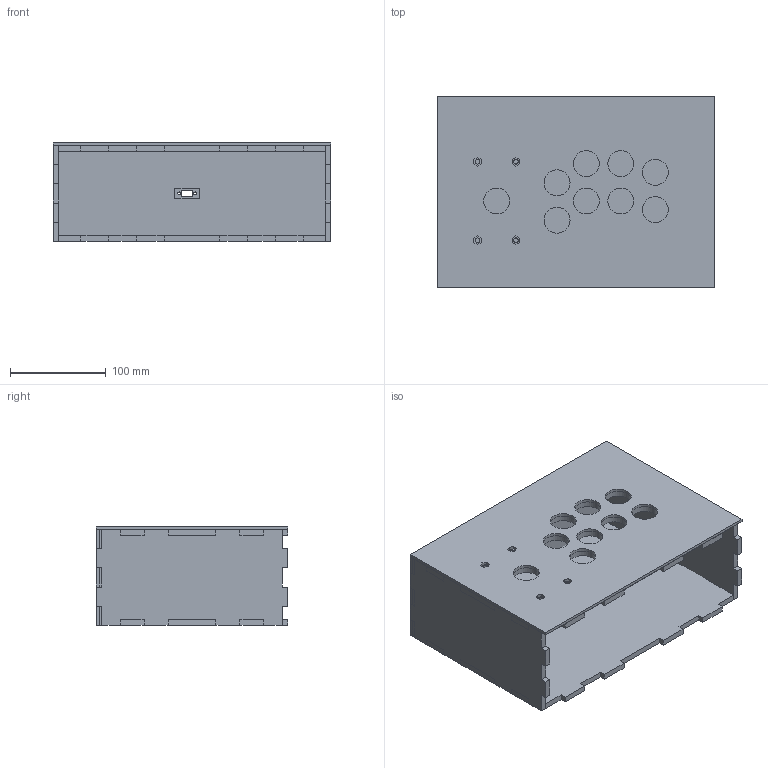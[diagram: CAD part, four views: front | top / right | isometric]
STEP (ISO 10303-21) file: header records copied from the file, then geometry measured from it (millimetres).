
FILE_DESCRIPTION(/* description */ ('','CAx-IF Rec.Pracs.---Representation and Presentation of Product Manufacturing Information (PMI)---4.0---2014-10-13'),/* implementation_level */ '2;1');
FILE_NAME(/* name */ 'cab v4.step',/* time_stamp */ '2025-01-16T17:11:35+11:00',/* author */ (''),/* organization */ (''),/* preprocessor_version */ 'ST-DEVELOPER v20',/* originating_system */ 'Autodesk Translation Framework v13.20.0.188',/* authorisation */ '');
FILE_SCHEMA (('AP242_MANAGED_MODEL_BASED_3D_ENGINEERING_MIM_LF { 1 0 10303 442 1 1 4 }'));
Length unit declared in the file: millimetre
Products named in the file (4): cab; top1; top2_hex; cab_back1
Assembly tree (3 placements, depth 2):
  cab
    top1
    top2_hex
    cab_back1
Bounding box: 290 x 200 x 103 mm (x, y, z)
Volume: 1163336.8 mm3; surface area: 532280.6 mm2
Topology: 7 solids, 7 shells, 390 faces, 1128 edges, 752 vertices
Faces by surface type: plane 362, cylinder 28
Full cylindrical faces by diameter (mm): 3 x2, 5 x4, 27 x18
Entity records: 12843 total; most frequent: CARTESIAN_POINT 2277, ORIENTED_EDGE 2256, DIRECTION 1978, EDGE_CURVE 1128, LINE 1072, VECTOR 1072, VERTEX_POINT 752, AXIS2_PLACEMENT_3D 453
